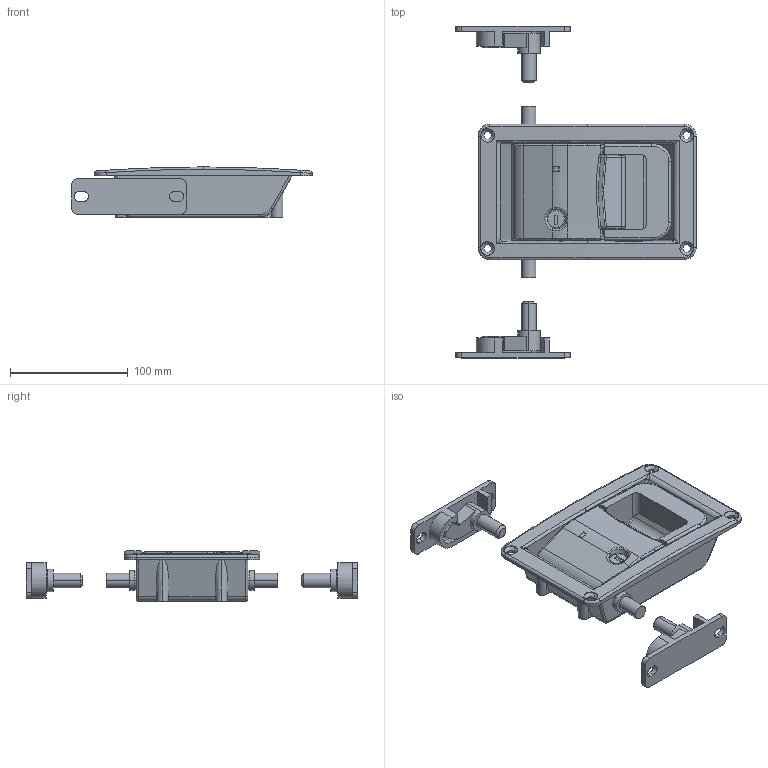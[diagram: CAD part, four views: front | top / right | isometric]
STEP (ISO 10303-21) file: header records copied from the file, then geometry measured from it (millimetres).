
FILE_DESCRIPTION (( 'STEP AP203' ), '1' );
FILE_NAME ('FA-816-3.STEP', '2010-08-30T07:24:13', ( ' ' ), ( ' ' ), 'SwSTEP 2.0', 'SolidWorks 2008', '' );
FILE_SCHEMA (( 'CONFIG_CONTROL_DESIGN' ));
Length unit declared in the file: millimetre
Products named in the file (13): A-816毆挈暊A_蹬怮椔; FA-816鑑詄鳦憔起蹬怮椔; FA-1815-S-5僼僢僋__R; FA-1815-S-5僼僢僋__L; FA-1815-S-5僉乕僷乕__L; FA-816-3; FA-816-3杮懱_棉太倌; FA-816-3忡巍揕蹬怮椔; FA-816-3硱獉_蹬怮椔; T0230儘乕僞乕_岞_棉太倌; シャッター_ﾃﾞﾌｫﾙﾄ; T0230僉儍僢僾_岞_棉太倌; FA-1815-S-5僉乕僷乕__R
Assembly tree (14 placements, depth 3):
  FA-816-3
    FA-1815-S-5僼僢僋__R
    FA-1815-S-5僼僢僋__L
    FA-1815-S-5僉乕僷乕__L
    FA-816鑑詄鳦憔起蹬怮椔  x2
    T0230儘乕僞乕_岞_棉太倌
      T0230僉儍僢僾_岞_棉太倌
      シャッター_ﾃﾞﾌｫﾙﾄ
    FA-816-3硱獉_蹬怮椔
    A-816毆挈暊A_蹬怮椔  x2
    FA-816-3杮懱_棉太倌
    FA-1815-S-5僉乕僷乕__R
    FA-816-3忡巍揕蹬怮椔
Bounding box: 204 x 281.8 x 42.57 mm (x, y, z)
Volume: 341439.2 mm3; surface area: 159893.4 mm2
Topology: 14 solids, 14 shells, 556 faces, 1410 edges, 892 vertices
Faces by surface type: cylinder 247, plane 221, torus 32, bspline 32, cone 20, sphere 4
Entity records: 19645 total; most frequent: CARTESIAN_POINT 5231, DIRECTION 2764, ORIENTED_EDGE 2712, EDGE_CURVE 1356, AXIS2_PLACEMENT_3D 1018, VERTEX_POINT 864, VECTOR 728, LINE 728
